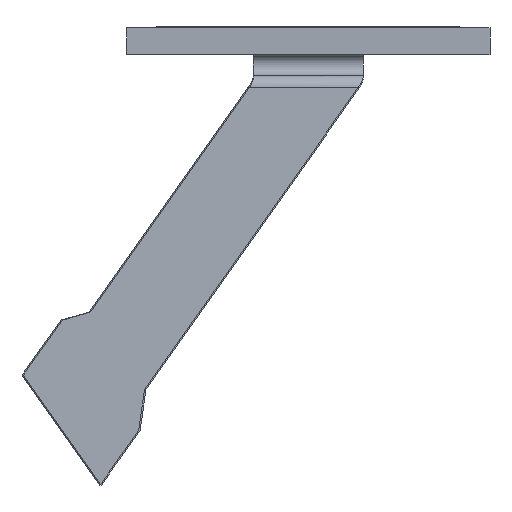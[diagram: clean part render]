
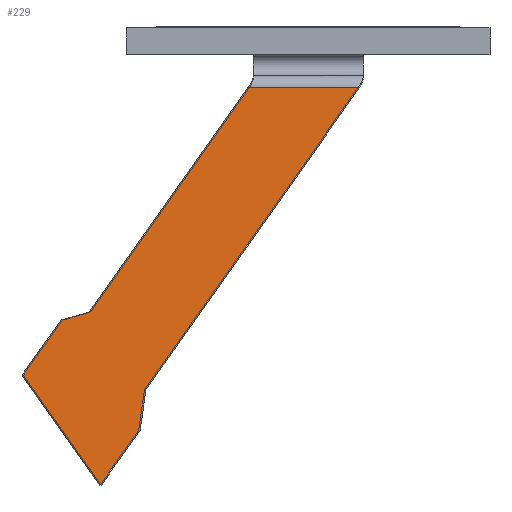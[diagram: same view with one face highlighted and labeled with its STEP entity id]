
A CAD part, front view. The second image highlights one B-rep face of the part: STEP entity #229.
In plain terms, the highlighted planar face has unit normal (0.707, -0.707, 0).
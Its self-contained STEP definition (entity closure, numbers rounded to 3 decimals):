
#36=CARTESIAN_POINT('Line Origine',(-7.958,20.423,-17.116)) ;
#40=CARTESIAN_POINT('Vertex',(-7.818,20.563,-16.14)) ;
#42=CARTESIAN_POINT('Vertex',(-8.098,20.283,-18.092)) ;
#76=CARTESIAN_POINT('Line Origine',(-9.032,19.349,-19.412)) ;
#80=CARTESIAN_POINT('Vertex',(-9.965,18.415,-20.732)) ;
#107=CARTESIAN_POINT('Line Origine',(-11.84,16.54,-18.081)) ;
#111=CARTESIAN_POINT('Vertex',(-13.715,14.665,-15.429)) ;
#138=CARTESIAN_POINT('Line Origine',(-12.782,15.599,-14.109)) ;
#142=CARTESIAN_POINT('Vertex',(-11.848,16.533,-12.789)) ;
#169=CARTESIAN_POINT('Line Origine',(-11.158,17.223,-12.59)) ;
#173=CARTESIAN_POINT('Vertex',(-10.468,17.913,-12.392)) ;
#195=CARTESIAN_POINT('Axis2P3D Location',(20.81,49.19,28.093)) ;
#200=CARTESIAN_POINT('Line Origine',(-2.677,25.703,-8.87)) ;
#204=CARTESIAN_POINT('Vertex',(2.463,30.844,-1.6)) ;
#207=CARTESIAN_POINT('Line Origine',(-0.187,28.194,-1.6)) ;
#211=CARTESIAN_POINT('Vertex',(-2.837,25.544,-1.6)) ;
#214=CARTESIAN_POINT('Line Origine',(-6.652,21.728,-6.996)) ;
#38=VECTOR('Line Direction',#37,1.) ;
#78=VECTOR('Line Direction',#77,1.) ;
#109=VECTOR('Line Direction',#108,1.) ;
#140=VECTOR('Line Direction',#139,1.) ;
#171=VECTOR('Line Direction',#170,1.) ;
#202=VECTOR('Line Direction',#201,1.) ;
#209=VECTOR('Line Direction',#208,1.) ;
#216=VECTOR('Line Direction',#215,1.) ;
#37=DIRECTION('Vector Direction',(-0.141,-0.141,-0.98)) ;
#77=DIRECTION('Vector Direction',(-0.5,-0.5,-0.707)) ;
#108=DIRECTION('Vector Direction',(0.5,0.5,-0.707)) ;
#139=DIRECTION('Vector Direction',(-0.5,-0.5,-0.707)) ;
#170=DIRECTION('Vector Direction',(-0.693,-0.693,-0.199)) ;
#196=DIRECTION('Axis2P3D Direction',(-0.707,0.707,0.)) ;
#197=DIRECTION('Axis2P3D XDirection',(0.5,0.5,-0.707)) ;
#201=DIRECTION('Vector Direction',(-0.5,-0.5,-0.707)) ;
#208=DIRECTION('Vector Direction',(0.707,0.707,0.)) ;
#215=DIRECTION('Vector Direction',(0.5,0.5,0.707)) ;
#198=AXIS2_PLACEMENT_3D('Plane Axis2P3D',#195,#196,#197) ;
#39=LINE('Line',#36,#38) ;
#79=LINE('Line',#76,#78) ;
#110=LINE('Line',#107,#109) ;
#141=LINE('Line',#138,#140) ;
#172=LINE('Line',#169,#171) ;
#203=LINE('Line',#200,#202) ;
#210=LINE('Line',#207,#209) ;
#217=LINE('Line',#214,#216) ;
#199=PLANE('',#198) ;
#44=EDGE_CURVE('',#41,#43,#39,.T.) ;
#82=EDGE_CURVE('',#43,#81,#79,.T.) ;
#113=EDGE_CURVE('',#81,#112,#110,.F.) ;
#144=EDGE_CURVE('',#112,#143,#141,.F.) ;
#175=EDGE_CURVE('',#143,#174,#172,.F.) ;
#206=EDGE_CURVE('',#205,#41,#203,.T.) ;
#213=EDGE_CURVE('',#212,#205,#210,.T.) ;
#218=EDGE_CURVE('',#174,#212,#217,.T.) ;
#220=ORIENTED_EDGE('',*,*,#82,.F.) ;
#221=ORIENTED_EDGE('',*,*,#44,.F.) ;
#222=ORIENTED_EDGE('',*,*,#206,.F.) ;
#223=ORIENTED_EDGE('',*,*,#213,.F.) ;
#224=ORIENTED_EDGE('',*,*,#218,.F.) ;
#225=ORIENTED_EDGE('',*,*,#175,.F.) ;
#226=ORIENTED_EDGE('',*,*,#144,.F.) ;
#227=ORIENTED_EDGE('',*,*,#113,.F.) ;
#219=EDGE_LOOP('',(#220,#221,#222,#223,#224,#225,#226,#227)) ;
#41=VERTEX_POINT('',#40) ;
#43=VERTEX_POINT('',#42) ;
#81=VERTEX_POINT('',#80) ;
#112=VERTEX_POINT('',#111) ;
#143=VERTEX_POINT('',#142) ;
#174=VERTEX_POINT('',#173) ;
#205=VERTEX_POINT('',#204) ;
#212=VERTEX_POINT('',#211) ;
#229=ADVANCED_FACE('PartBody',(#228),#199,.F.) ;
#228=FACE_OUTER_BOUND('',#219,.T.) ;
